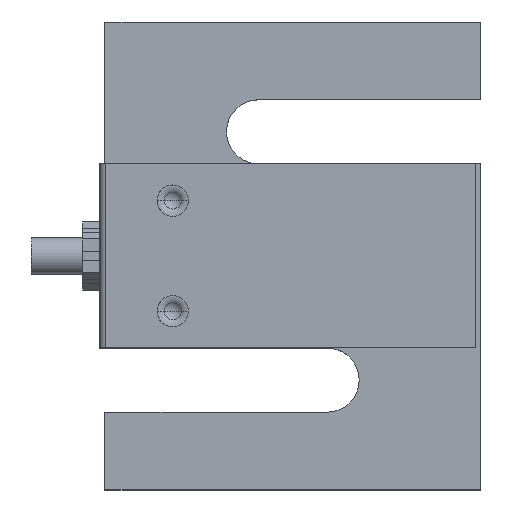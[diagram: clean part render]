
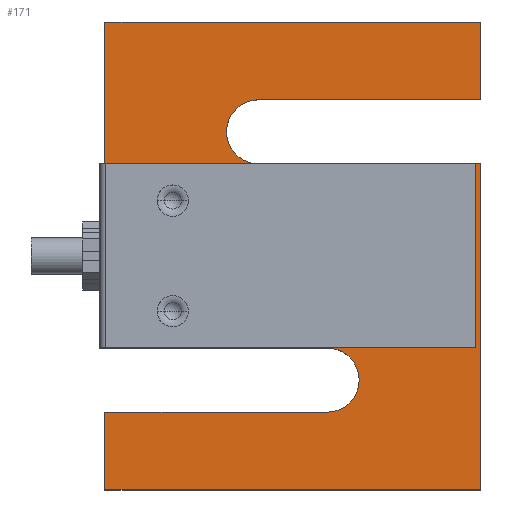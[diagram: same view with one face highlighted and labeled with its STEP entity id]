
A CAD part, top view. The second image highlights one B-rep face of the part: STEP entity #171.
In plain terms, the highlighted planar face has unit normal (0, 0, 1).
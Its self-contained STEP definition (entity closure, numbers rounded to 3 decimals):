
#146=FACE_BOUND('',#568,.F.);
#171=ADVANCED_FACE('',(#146,#368),#1825,.T.);
#368=FACE_OUTER_BOUND('',#569,.F.);
#568=EDGE_LOOP('',(#831,#832,#833,#834,#835,#836,#837,#838));
#569=EDGE_LOOP('',(#839,#840,#841,#842,#843,#844,#845,#846,#847,#848,#849,
#850,#851,#852,#853));
#831=ORIENTED_EDGE('',*,*,#2653,.T.);
#832=ORIENTED_EDGE('',*,*,#2650,.T.);
#833=ORIENTED_EDGE('',*,*,#2655,.T.);
#834=ORIENTED_EDGE('',*,*,#2651,.T.);
#835=ORIENTED_EDGE('',*,*,#2652,.T.);
#836=ORIENTED_EDGE('',*,*,#2649,.T.);
#837=ORIENTED_EDGE('',*,*,#2654,.T.);
#838=ORIENTED_EDGE('',*,*,#2648,.T.);
#839=ORIENTED_EDGE('',*,*,#2681,.F.);
#840=ORIENTED_EDGE('',*,*,#2656,.F.);
#841=ORIENTED_EDGE('',*,*,#2662,.T.);
#842=ORIENTED_EDGE('',*,*,#2661,.T.);
#843=ORIENTED_EDGE('',*,*,#2660,.T.);
#844=ORIENTED_EDGE('',*,*,#2659,.T.);
#845=ORIENTED_EDGE('',*,*,#2615,.T.);
#846=ORIENTED_EDGE('',*,*,#2616,.F.);
#847=ORIENTED_EDGE('',*,*,#2685,.T.);
#848=ORIENTED_EDGE('',*,*,#2688,.T.);
#849=ORIENTED_EDGE('',*,*,#2672,.T.);
#850=ORIENTED_EDGE('',*,*,#2671,.T.);
#851=ORIENTED_EDGE('',*,*,#2670,.T.);
#852=ORIENTED_EDGE('',*,*,#2669,.T.);
#853=ORIENTED_EDGE('',*,*,#2667,.T.);
#1825=PLANE('',#3779);
#1920=LINE('',#5297,#2196);
#1921=LINE('',#5298,#2197);
#1928=LINE('',#5447,#2204);
#1929=LINE('',#5448,#2205);
#1930=LINE('',#5449,#2206);
#1931=LINE('',#5450,#2207);
#1932=LINE('',#5451,#2208);
#1935=LINE('',#5454,#2211);
#1936=LINE('',#5457,#2212);
#1939=LINE('',#5462,#2215);
#1941=LINE('',#5464,#2217);
#1942=LINE('',#5467,#2218);
#1949=LINE('',#5476,#2225);
#1953=LINE('',#5480,#2229);
#1956=LINE('',#5483,#2232);
#2196=VECTOR('',#4009,25.);
#2197=VECTOR('',#4010,19.25);
#2204=VECTOR('',#4045,15.45);
#2205=VECTOR('',#4046,15.45);
#2206=VECTOR('',#4047,10.);
#2207=VECTOR('',#4048,10.);
#2208=VECTOR('',#4049,10.55);
#2211=VECTOR('',#4052,30.15);
#2212=VECTOR('',#4057,30.15);
#2215=VECTOR('',#4064,44.25);
#2217=VECTOR('',#4066,30.15);
#2218=VECTOR('',#4071,30.15);
#2225=VECTOR('',#4082,51.);
#2229=VECTOR('',#4086,51.);
#2232=VECTOR('',#4089,10.55);
#2457=CIRCLE('',#3651,4.);
#2458=CIRCLE('',#3652,4.);
#2459=CIRCLE('',#3653,4.);
#2460=CIRCLE('',#3654,4.);
#2461=CIRCLE('',#3655,4.35);
#2462=CIRCLE('',#3656,4.35);
#2465=CIRCLE('',#3659,4.35);
#2466=CIRCLE('',#3660,4.35);
#2615=EDGE_CURVE('',#3513,#3515,#1920,.T.);
#2616=EDGE_CURVE('',#3512,#3515,#1921,.T.);
#2648=EDGE_CURVE('',#3483,#3482,#2457,.T.);
#2649=EDGE_CURVE('',#3481,#3480,#2458,.T.);
#2650=EDGE_CURVE('',#3479,#3478,#2459,.T.);
#2651=EDGE_CURVE('',#3477,#3476,#2460,.T.);
#2652=EDGE_CURVE('',#3476,#3481,#1928,.T.);
#2653=EDGE_CURVE('',#3482,#3479,#1929,.T.);
#2654=EDGE_CURVE('',#3480,#3483,#1930,.T.);
#2655=EDGE_CURVE('',#3478,#3477,#1931,.T.);
#2656=EDGE_CURVE('',#3475,#3474,#1932,.T.);
#2659=EDGE_CURVE('',#3471,#3513,#1935,.T.);
#2660=EDGE_CURVE('',#3470,#3471,#2461,.T.);
#2661=EDGE_CURVE('',#3469,#3470,#2462,.T.);
#2662=EDGE_CURVE('',#3475,#3469,#1936,.T.);
#2667=EDGE_CURVE('',#3465,#3464,#1939,.T.);
#2669=EDGE_CURVE('',#3461,#3465,#1941,.T.);
#2670=EDGE_CURVE('',#3460,#3461,#2465,.T.);
#2671=EDGE_CURVE('',#3459,#3460,#2466,.T.);
#2672=EDGE_CURVE('',#3458,#3459,#1942,.T.);
#2681=EDGE_CURVE('',#3474,#3464,#1949,.T.);
#2685=EDGE_CURVE('',#3512,#3452,#1953,.T.);
#2688=EDGE_CURVE('',#3452,#3458,#1956,.T.);
#3452=VERTEX_POINT('',#5149);
#3458=VERTEX_POINT('',#5155);
#3459=VERTEX_POINT('',#5156);
#3460=VERTEX_POINT('',#5157);
#3461=VERTEX_POINT('',#5158);
#3464=VERTEX_POINT('',#5161);
#3465=VERTEX_POINT('',#5162);
#3469=VERTEX_POINT('',#5166);
#3470=VERTEX_POINT('',#5167);
#3471=VERTEX_POINT('',#5168);
#3474=VERTEX_POINT('',#5171);
#3475=VERTEX_POINT('',#5172);
#3476=VERTEX_POINT('',#5173);
#3477=VERTEX_POINT('',#5174);
#3478=VERTEX_POINT('',#5175);
#3479=VERTEX_POINT('',#5176);
#3480=VERTEX_POINT('',#5177);
#3481=VERTEX_POINT('',#5178);
#3482=VERTEX_POINT('',#5179);
#3483=VERTEX_POINT('',#5180);
#3512=VERTEX_POINT('',#5209);
#3513=VERTEX_POINT('',#5210);
#3515=VERTEX_POINT('',#5212);
#3651=AXIS2_PLACEMENT_3D('',#5443,#4037,#4038);
#3652=AXIS2_PLACEMENT_3D('',#5444,#4039,#4040);
#3653=AXIS2_PLACEMENT_3D('',#5445,#4041,#4042);
#3654=AXIS2_PLACEMENT_3D('',#5446,#4043,#4044);
#3655=AXIS2_PLACEMENT_3D('',#5455,#4053,#4054);
#3656=AXIS2_PLACEMENT_3D('',#5456,#4055,#4056);
#3659=AXIS2_PLACEMENT_3D('',#5465,#4067,#4068);
#3660=AXIS2_PLACEMENT_3D('',#5466,#4069,#4070);
#3779=AXIS2_PLACEMENT_3D('',#7949,#4531,#4532);
#4009=DIRECTION('',(0.,1.,0.));
#4010=DIRECTION('',(0.,-1.,0.));
#4037=DIRECTION('',(0.,0.,1.));
#4038=DIRECTION('',(0.,-1.,0.));
#4039=DIRECTION('',(0.,0.,1.));
#4040=DIRECTION('',(-1.,0.,0.));
#4041=DIRECTION('',(0.,0.,1.));
#4042=DIRECTION('',(1.,0.,0.));
#4043=DIRECTION('',(0.,0.,1.));
#4044=DIRECTION('',(0.,1.,0.));
#4045=DIRECTION('',(0.,-1.,0.));
#4046=DIRECTION('',(0.,1.,0.));
#4047=DIRECTION('',(1.,0.,0.));
#4048=DIRECTION('',(-1.,0.,0.));
#4049=DIRECTION('',(0.,-1.,0.));
#4052=DIRECTION('',(-1.,0.,0.));
#4053=DIRECTION('',(0.,0.,1.));
#4054=DIRECTION('',(1.,0.,0.));
#4055=DIRECTION('',(0.,0.,1.));
#4056=DIRECTION('',(0.,-1.,0.));
#4057=DIRECTION('',(1.,0.,0.));
#4064=DIRECTION('',(0.,-1.,0.));
#4066=DIRECTION('',(1.,0.,0.));
#4067=DIRECTION('',(0.,0.,1.));
#4068=DIRECTION('',(-1.,0.,0.));
#4069=DIRECTION('',(0.,0.,1.));
#4070=DIRECTION('',(0.,1.,0.));
#4071=DIRECTION('',(-1.,0.,0.));
#4082=DIRECTION('',(1.,0.,0.));
#4086=DIRECTION('',(1.,0.,0.));
#4089=DIRECTION('',(0.,-1.,0.));
#4531=DIRECTION('',(0.,0.,1.));
#4532=DIRECTION('',(1.,0.,0.));
#5149=CARTESIAN_POINT('',(63.6,31.75,13.));
#5155=CARTESIAN_POINT('',(63.6,21.2,13.));
#5156=CARTESIAN_POINT('',(33.45,21.2,13.));
#5157=CARTESIAN_POINT('',(29.1,16.85,13.));
#5158=CARTESIAN_POINT('',(33.45,12.5,13.));
#5161=CARTESIAN_POINT('',(63.6,-31.75,13.));
#5162=CARTESIAN_POINT('',(63.6,12.5,13.));
#5166=CARTESIAN_POINT('',(42.75,-21.2,13.));
#5167=CARTESIAN_POINT('',(47.1,-16.85,13.));
#5168=CARTESIAN_POINT('',(42.75,-12.5,13.));
#5171=CARTESIAN_POINT('',(12.6,-31.75,13.));
#5172=CARTESIAN_POINT('',(12.6,-21.2,13.));
#5173=CARTESIAN_POINT('',(29.1,7.725,13.));
#5174=CARTESIAN_POINT('',(33.1,11.725,13.));
#5175=CARTESIAN_POINT('',(43.1,11.725,13.));
#5176=CARTESIAN_POINT('',(47.1,7.725,13.));
#5177=CARTESIAN_POINT('',(33.1,-11.725,13.));
#5178=CARTESIAN_POINT('',(29.1,-7.725,13.));
#5179=CARTESIAN_POINT('',(47.1,-7.725,13.));
#5180=CARTESIAN_POINT('',(43.1,-11.725,13.));
#5209=CARTESIAN_POINT('',(12.6,31.75,13.));
#5210=CARTESIAN_POINT('',(12.6,-12.5,13.));
#5212=CARTESIAN_POINT('',(12.6,12.5,13.));
#5297=CARTESIAN_POINT('',(12.6,-12.5,13.));
#5298=CARTESIAN_POINT('',(12.6,31.75,13.));
#5443=CARTESIAN_POINT('',(43.1,-7.725,13.));
#5444=CARTESIAN_POINT('',(33.1,-7.725,13.));
#5445=CARTESIAN_POINT('',(43.1,7.725,13.));
#5446=CARTESIAN_POINT('',(33.1,7.725,13.));
#5447=CARTESIAN_POINT('',(29.1,7.725,13.));
#5448=CARTESIAN_POINT('',(47.1,-7.725,13.));
#5449=CARTESIAN_POINT('',(33.1,-11.725,13.));
#5450=CARTESIAN_POINT('',(43.1,11.725,13.));
#5451=CARTESIAN_POINT('',(12.6,-21.2,13.));
#5454=CARTESIAN_POINT('',(42.75,-12.5,13.));
#5455=CARTESIAN_POINT('',(42.75,-16.85,13.));
#5456=CARTESIAN_POINT('',(42.75,-16.85,13.));
#5457=CARTESIAN_POINT('',(12.6,-21.2,13.));
#5462=CARTESIAN_POINT('',(63.6,12.5,13.));
#5464=CARTESIAN_POINT('',(33.45,12.5,13.));
#5465=CARTESIAN_POINT('',(33.45,16.85,13.));
#5466=CARTESIAN_POINT('',(33.45,16.85,13.));
#5467=CARTESIAN_POINT('',(63.6,21.2,13.));
#5476=CARTESIAN_POINT('',(12.6,-31.75,13.));
#5480=CARTESIAN_POINT('',(12.6,31.75,13.));
#5483=CARTESIAN_POINT('',(63.6,31.75,13.));
#7949=CARTESIAN_POINT('',(11.965,-32.385,13.));
